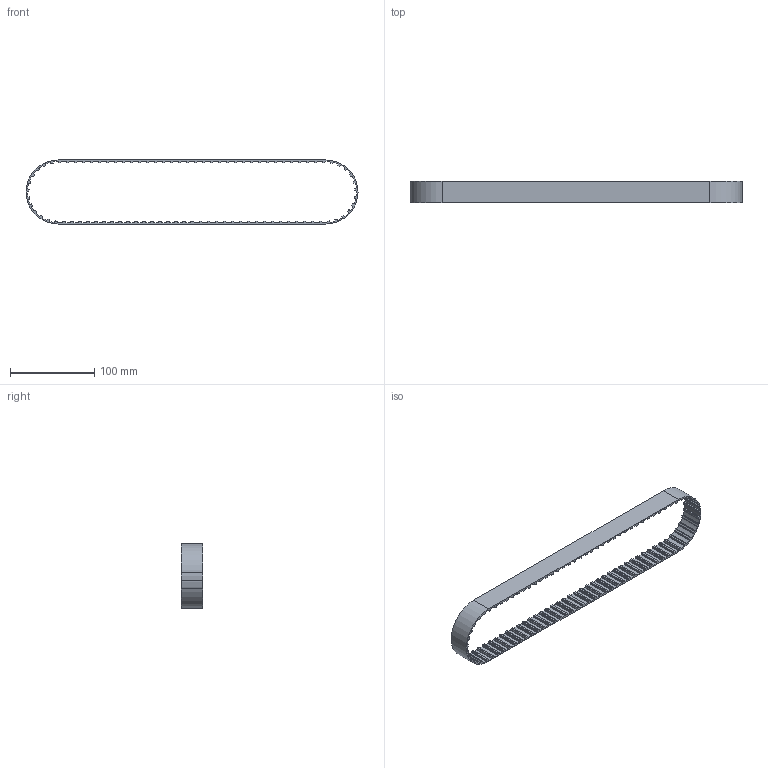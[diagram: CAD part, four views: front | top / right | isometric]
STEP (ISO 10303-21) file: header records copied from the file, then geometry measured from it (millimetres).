
FILE_DESCRIPTION (( 'STEP AP214' ), '1' );
FILE_NAME ('345L100NG.step', '2015-04-08T22:55:56', ( '' ), ( '' ), 'SwSTEP 2.0', 'SolidWorks 2014', '' );
FILE_SCHEMA (( 'AUTOMOTIVE_DESIGN' ));
Length unit declared in the file: inch
Products named in the file (1): 345L100NG
Bounding box: 394.66 x 25.4 x 76.2 mm (x, y, z)
Volume: 51186.4 mm3; surface area: 53599.9 mm2
Topology: 1 solids, 1 shells, 751 faces, 2247 edges, 1498 vertices
Faces by surface type: cylinder 406, plane 345
Entity records: 25597 total; most frequent: DIRECTION 4563, CARTESIAN_POINT 4497, ORIENTED_EDGE 4494, EDGE_CURVE 2247, AXIS2_PLACEMENT_3D 1564, VERTEX_POINT 1498, VECTOR 1435, LINE 1435
